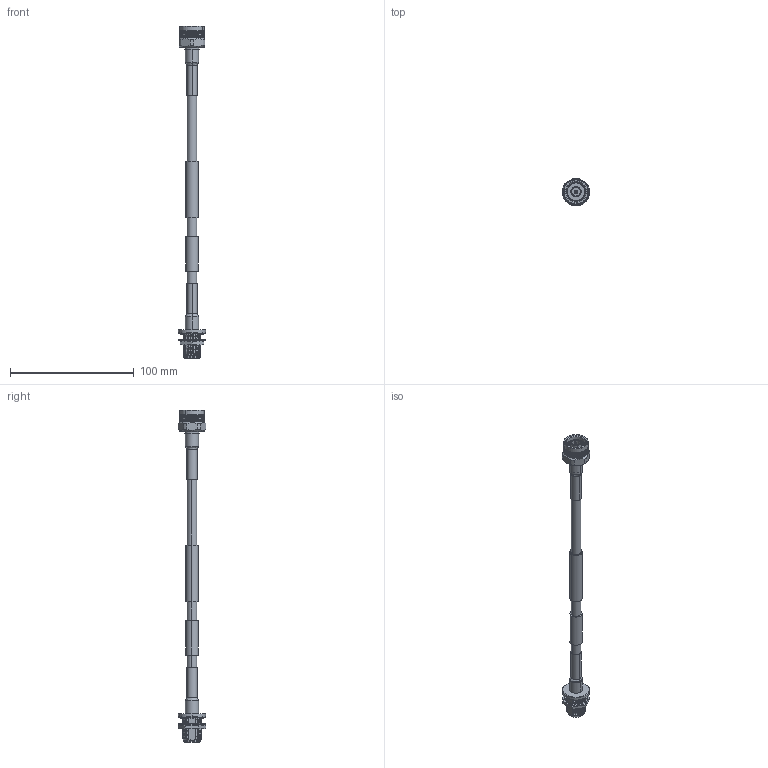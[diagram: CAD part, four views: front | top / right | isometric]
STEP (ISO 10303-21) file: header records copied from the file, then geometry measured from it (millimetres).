
FILE_DESCRIPTION (( 'STEP AP214' ), '1' );
FILE_NAME ('FMCA2563.step', '2021-10-05T16:01:58', ( '' ), ( '' ), 'SwSTEP 2.0', 'SolidWorks 2021', '' );
FILE_SCHEMA (( 'AUTOMOTIVE_DESIGN' ));
Length unit declared in the file: inch
Products named in the file (5): FMCA2563; TC-250-NM-LP^FMCA2563; SPO-250^FMCA2563; Heat Shrink^FMCA2563; TC-250-NF-BH-LP^FMCA2563
Assembly tree (5 placements, depth 2):
  FMCA2563
    SPO-250^FMCA2563
    Heat Shrink^FMCA2563  x2
    TC-250-NF-BH-LP^FMCA2563
    TC-250-NM-LP^FMCA2563
Bounding box: 22 x 22.22 x 268.41 mm (x, y, z)
Volume: 22969 mm3; surface area: 14828.1 mm2
Topology: 8 solids, 8 shells, 2573 faces, 5768 edges, 3226 vertices
Faces by surface type: bspline 1828, cylinder 575, plane 88, cone 74, torus 8
Entity records: 141267 total; most frequent: CARTESIAN_POINT 104483, ORIENTED_EDGE 11508, EDGE_CURVE 5754, VERTEX_POINT 3218, DIRECTION 2756, EDGE_LOOP 2590, ADVANCED_FACE 2565, FACE_OUTER_BOUND 2565
